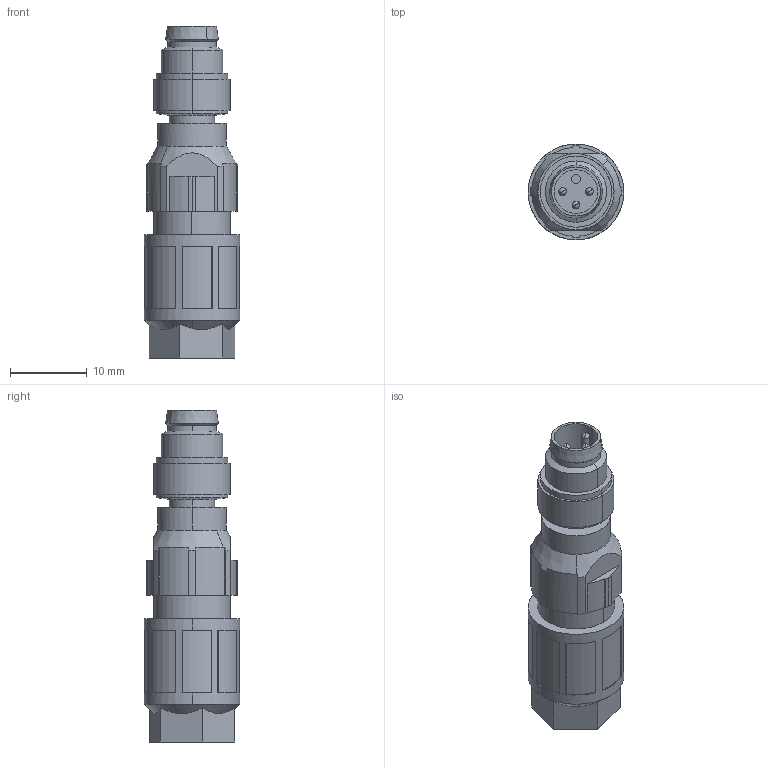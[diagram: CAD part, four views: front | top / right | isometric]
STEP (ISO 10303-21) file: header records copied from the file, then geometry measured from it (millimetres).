
FILE_DESCRIPTION((''),'2;1');
FILE_NAME('DM_CAD-1976_STECKER_3POL','2014-07-02T',('creinig-se'),(''),'PRO/ENGINEER BY PARAMETRIC TECHNOLOGY CORPORATION, 2013050','PRO/ENGINEER BY PARAMETRIC TECHNOLOGY CORPORATION, 2013050','');
FILE_SCHEMA(('CONFIG_CONTROL_DESIGN'));
Length unit declared in the file: millimetre
Products named in the file (1): DM_CAD-1976_STECKER_3POL
Bounding box: 12.5 x 12.5 x 43.35 mm (x, y, z)
Volume: 3555.4 mm3; surface area: 2311 mm2
Topology: 1 solids, 1 shells, 162 faces, 428 edges, 286 vertices
Faces by surface type: plane 68, cylinder 58, cone 30, bspline 6
Entity records: 7909 total; most frequent: CARTESIAN_POINT 1325, DIRECTION 860, ORIENTED_EDGE 856, PRESENTATION_STYLE_ASSIGNMENT 581, STYLED_ITEM 429, CURVE_STYLE 428, EDGE_CURVE 428, AXIS2_PLACEMENT_3D 330
